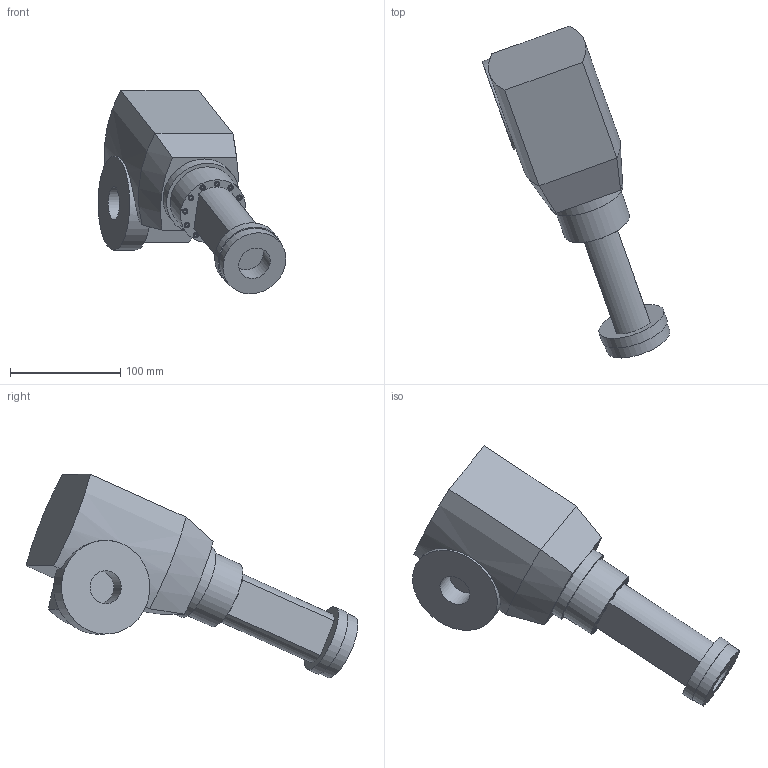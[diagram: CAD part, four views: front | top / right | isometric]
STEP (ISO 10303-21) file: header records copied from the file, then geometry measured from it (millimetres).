
FILE_DESCRIPTION(/* description */ (''),/* implementation_level */ '2;1');
FILE_NAME(/* name */ 'Link_3.step',/* time_stamp */ '2023-12-01T13:50:05-05:00',/* author */ (''),/* organization */ (''),/* preprocessor_version */ 'ST-DEVELOPER v20',/* originating_system */ 'Autodesk Translation Framework v12.14.0.127',/* authorisation */ '');
FILE_SCHEMA (('AUTOMOTIVE_DESIGN { 1 0 10303 214 3 1 1 }'));
Length unit declared in the file: millimetre
Products named in the file (1): (Unsaved)
Bounding box: 170.18 x 300.75 x 184.42 mm (x, y, z)
Volume: 1446574.1 mm3; surface area: 101407.5 mm2
Topology: 1 solids, 1 shells, 82 faces, 142 edges, 93 vertices
Faces by surface type: plane 43, cylinder 37, cone 2
Full cylindrical faces by diameter (mm): 3 x12, 5 x12, 30 x2, 60 x1, 62 x2, 69 x1, 85 x1
Entity records: 2049 total; most frequent: DIRECTION 377, CARTESIAN_POINT 369, ORIENTED_EDGE 284, AXIS2_PLACEMENT_3D 158, EDGE_CURVE 142, EDGE_LOOP 113, VERTEX_POINT 93, FACE_OUTER_BOUND 82
